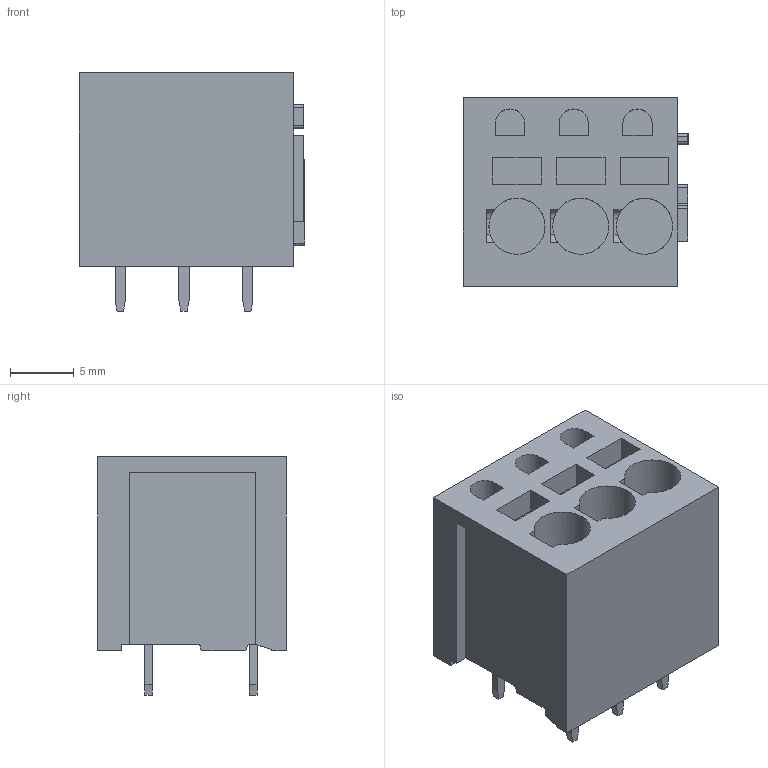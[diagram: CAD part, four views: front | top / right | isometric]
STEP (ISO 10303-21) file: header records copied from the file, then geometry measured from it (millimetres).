
FILE_DESCRIPTION(('CATIA V5 STEP Exchange','CAx-IF Rec.Pracs.--- Model Styling and Organization---1.4--- 2014-01-23'),'2;1');
FILE_NAME ('369177-3_3', '2022-08-11T06:47:54+00:00', ('none'), ('Weidmueller'), 'CATIA Version 5-6 Release 2016 SP3 HF44', 'CATIA V5 STEP AP214', 'none');
FILE_SCHEMA(('AUTOMOTIVE_DESIGN { 1 0 10303 214 1 1 1 1 }'));
Length unit declared in the file: millimetre
Products named in the file (1): 1425550000
Bounding box: 17.65 x 14.8 x 18.7 mm (x, y, z)
Volume: 3243.8 mm3; surface area: 2070.4 mm2
Topology: 7 solids, 7 shells, 157 faces, 393 edges, 262 vertices
Faces by surface type: plane 127, cylinder 30
Entity records: 4635 total; most frequent: CARTESIAN_POINT 849, ORIENTED_EDGE 786, DIRECTION 644, EDGE_CURVE 393, VECTOR 327, LINE 327, VERTEX_POINT 262, AXIS2_PLACEMENT_3D 188
